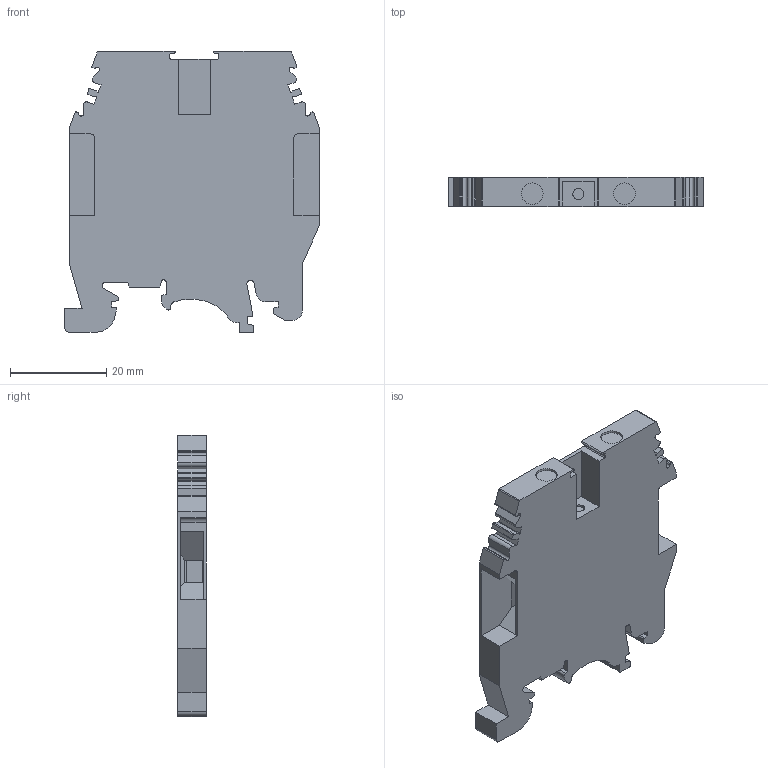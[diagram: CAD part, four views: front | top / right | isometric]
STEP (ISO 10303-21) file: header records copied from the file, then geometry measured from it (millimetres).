
FILE_DESCRIPTION(/* description */ ('Unknown'),/* implementation_level */ '2;1');
FILE_NAME(/* name */ 'KULT4_GY_3D',/* time_stamp */ '2019-09-25T16:30:11+05:00',/* author */ ('Unknown'),/* organization */ ('Unknown'),/* preprocessor_version */ 'ST-DEVELOPER v16.7',/* originating_system */ 'DEX',/* authorisation */ $);
FILE_SCHEMA (('AUTOMOTIVE_DESIGN {1 0 10303 214 3 1 1}'));
Length unit declared in the file: millimetre
Products named in the file (1): KULT4
Bounding box: 53 x 6 x 58.65 mm (x, y, z)
Volume: 13316.2 mm3; surface area: 7723.4 mm2
Topology: 1 solids, 1 shells, 173 faces, 499 edges, 331 vertices
Faces by surface type: plane 116, cylinder 57
Full cylindrical faces by diameter (mm): 2.3 x1, 4.5 x2
Entity records: 5673 total; most frequent: CARTESIAN_POINT 999, ORIENTED_EDGE 990, DIRECTION 957, EDGE_CURVE 495, LINE 381, VECTOR 381, VERTEX_POINT 330, AXIS2_PLACEMENT_3D 288
